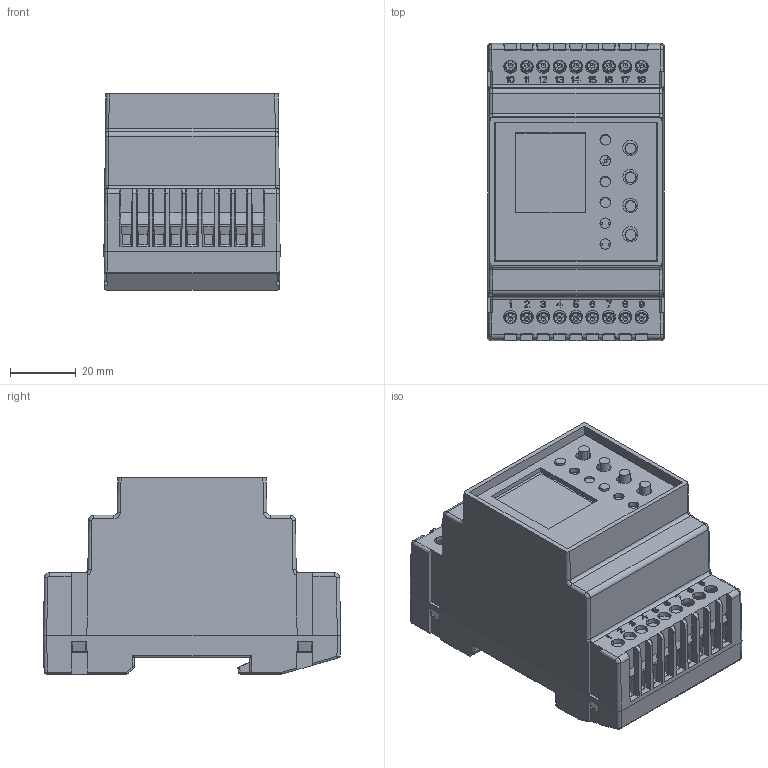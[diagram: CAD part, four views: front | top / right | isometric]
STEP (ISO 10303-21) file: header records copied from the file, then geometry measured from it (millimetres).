
FILE_DESCRIPTION(/* description */ (''),/* implementation_level */ '2;1');
FILE_NAME(/* name */ 'FILE_STP_CAD_DRAWING_3D_RM2DA230_prt.stp',/* time_stamp */ '2024-04-22T08:39:50+02:00',/* author */ (''),/* organization */ (''),/* preprocessor_version */ 'ST-DEVELOPER v16.7',/* originating_system */ 'SIEMENS PLM Software NX 12.0',/* authorisation */ '');
FILE_SCHEMA (('AUTOMOTIVE_DESIGN { 1 0 10303 214 3 1 1 1 }'));
Products named in the file (1): 3D_RM2DA230
Bounding box: 53.65 x 90.5 x 59.7 mm (x, y, z)
Surface area: 49058.9 mm2 (no closed solid volume)
Topology: 0 solids, 63 shells, 1239 faces, 7286 edges, 5872 vertices
Faces by surface type: plane 902, cylinder 205, cone 44, bspline 38, torus 36, sphere 14
Entity records: 74373 total; most frequent: CARTESIAN_POINT 19190, DIRECTION 10542, ORIENTED_EDGE 9928, EDGE_CURVE 7268, VERTEX_POINT 5871, LINE 5470, VECTOR 5470, AXIS2_PLACEMENT_3D 2536
